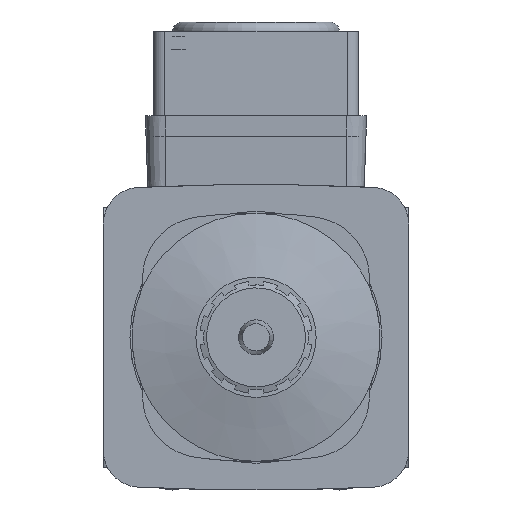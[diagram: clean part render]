
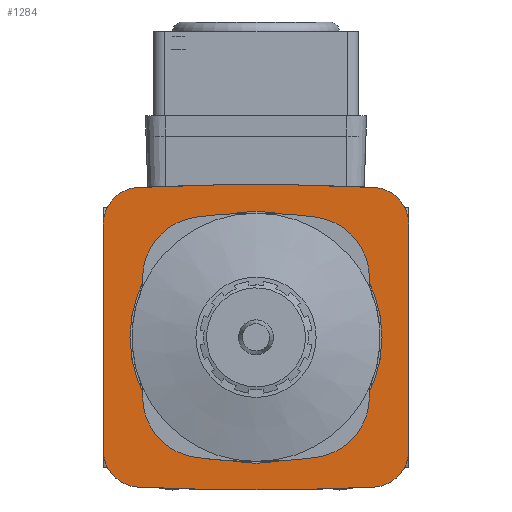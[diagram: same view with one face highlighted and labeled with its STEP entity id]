
A CAD part, front view. The second image highlights one B-rep face of the part: STEP entity #1284.
In plain terms, the highlighted planar face has unit normal (0, -1, 0).
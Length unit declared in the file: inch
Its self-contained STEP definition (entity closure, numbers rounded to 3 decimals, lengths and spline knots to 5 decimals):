
#1284 = ADVANCED_FACE( '', ( #2736, #2737 ), #2738, .F. );
#2736 = FACE_BOUND( '', #4390, .T. );
#2737 = FACE_OUTER_BOUND( '', #4391, .T. );
#2738 = PLANE( '', #4392 );
#4390 = EDGE_LOOP( '', ( #7855 ) );
#4391 = EDGE_LOOP( '', ( #7856, #7857, #7858, #7859, #7860, #7861, #7862, #7863 ) );
#4392 = AXIS2_PLACEMENT_3D( '', #7864, #7865, #7866 );
#7855 = ORIENTED_EDGE( '', *, *, #9707, .F. );
#7856 = ORIENTED_EDGE( '', *, *, #9520, .F. );
#7857 = ORIENTED_EDGE( '', *, *, #8962, .F. );
#7858 = ORIENTED_EDGE( '', *, *, #10063, .F. );
#7859 = ORIENTED_EDGE( '', *, *, #9020, .F. );
#7860 = ORIENTED_EDGE( '', *, *, #9583, .F. );
#7861 = ORIENTED_EDGE( '', *, *, #9163, .F. );
#7862 = ORIENTED_EDGE( '', *, *, #9382, .F. );
#7863 = ORIENTED_EDGE( '', *, *, #10172, .F. );
#7864 = CARTESIAN_POINT( '', ( -0.59843, 0., 0.5842 ) );
#7865 = DIRECTION( '', ( 0., 1., 0. ) );
#7866 = DIRECTION( '', ( 0., 0., 1. ) );
#8962 = EDGE_CURVE( '', #10553, #10555, #10556, .T. );
#9020 = EDGE_CURVE( '', #10657, #10659, #10660, .T. );
#9163 = EDGE_CURVE( '', #10911, #10913, #10914, .T. );
#9382 = EDGE_CURVE( '', #11286, #10911, #11288, .T. );
#9520 = EDGE_CURVE( '', #10555, #11502, #11503, .T. );
#9583 = EDGE_CURVE( '', #10913, #10657, #11602, .T. );
#9707 = EDGE_CURVE( '', #11788, #11788, #11789, .T. );
#10063 = EDGE_CURVE( '', #10659, #10553, #12298, .T. );
#10172 = EDGE_CURVE( '', #11502, #11286, #12447, .T. );
#10553 = VERTEX_POINT( '', #12885 );
#10555 = VERTEX_POINT( '', #12888 );
#10556 = CIRCLE( '', #12889, 0.18898 );
#10657 = VERTEX_POINT( '', #13036 );
#10659 = VERTEX_POINT( '', #13039 );
#10660 = CIRCLE( '', #13040, 0.18898 );
#10911 = VERTEX_POINT( '', #13530 );
#10913 = VERTEX_POINT( '', #13533 );
#10914 = CIRCLE( '', #13534, 0.18898 );
#11286 = VERTEX_POINT( '', #14039 );
#11288 = CIRCLE( '', #14042, 12.7874 );
#11502 = VERTEX_POINT( '', #14371 );
#11503 = LINE( '', #14372, #14373 );
#11602 = LINE( '', #14504, #14505 );
#11788 = VERTEX_POINT( '', #14790 );
#11789 = CIRCLE( '', #14791, 0.64996 );
#12298 = CIRCLE( '', #15541, 12.7874 );
#12447 = CIRCLE( '', #15767, 0.18898 );
#12885 = CARTESIAN_POINT( '', ( -0.6074, 0., -0.77297 ) );
#12888 = CARTESIAN_POINT( '', ( -0.7874, 0., -0.5842 ) );
#12889 = AXIS2_PLACEMENT_3D( '', #16235, #16236, #16237 );
#13036 = CARTESIAN_POINT( '', ( 0.7874, 0., -0.5842 ) );
#13039 = CARTESIAN_POINT( '', ( 0.6074, 0., -0.77297 ) );
#13040 = AXIS2_PLACEMENT_3D( '', #16325, #16326, #16327 );
#13530 = CARTESIAN_POINT( '', ( 0.6074, 0., 0.77297 ) );
#13533 = CARTESIAN_POINT( '', ( 0.7874, 0., 0.5842 ) );
#13534 = AXIS2_PLACEMENT_3D( '', #16504, #16505, #16506 );
#14039 = CARTESIAN_POINT( '', ( -0.6074, 0., 0.77297 ) );
#14042 = AXIS2_PLACEMENT_3D( '', #16826, #16827, #16828 );
#14371 = CARTESIAN_POINT( '', ( -0.7874, 0., 0.5842 ) );
#14372 = CARTESIAN_POINT( '', ( -0.7874, 0., -0.5842 ) );
#14373 = VECTOR( '', #16985, 39.37008 );
#14504 = CARTESIAN_POINT( '', ( 0.7874, 0., 0.5842 ) );
#14505 = VECTOR( '', #17066, 39.37008 );
#14790 = CARTESIAN_POINT( '', ( 0., 0., -0.64996 ) );
#14791 = AXIS2_PLACEMENT_3D( '', #17208, #17209, #17210 );
#15541 = AXIS2_PLACEMENT_3D( '', #17618, #17619, #17620 );
#15767 = AXIS2_PLACEMENT_3D( '', #17746, #17747, #17748 );
#16235 = CARTESIAN_POINT( '', ( -0.59843, 0., -0.5842 ) );
#16236 = DIRECTION( '', ( 0., 1., 0. ) );
#16237 = DIRECTION( '', ( 1., 0., 0. ) );
#16325 = CARTESIAN_POINT( '', ( 0.59843, 0., -0.5842 ) );
#16326 = DIRECTION( '', ( 0., 1., 0. ) );
#16327 = DIRECTION( '', ( 1., 0., 0. ) );
#16504 = CARTESIAN_POINT( '', ( 0.59843, 0., 0.5842 ) );
#16505 = DIRECTION( '', ( 0., 1., 0. ) );
#16506 = DIRECTION( '', ( 1., 0., 0. ) );
#16826 = CARTESIAN_POINT( '', ( 0., 0., -12. ) );
#16827 = DIRECTION( '', ( 0., 1., 0. ) );
#16828 = DIRECTION( '', ( 1., 0., 0. ) );
#16985 = DIRECTION( '', ( 0., 0., 1. ) );
#17066 = DIRECTION( '', ( 0., 0., -1. ) );
#17208 = CARTESIAN_POINT( '', ( 0., 0., 0. ) );
#17209 = DIRECTION( '', ( 0., -1., 0. ) );
#17210 = DIRECTION( '', ( 0., 0., -1. ) );
#17618 = CARTESIAN_POINT( '', ( 0., 0., 12. ) );
#17619 = DIRECTION( '', ( 0., 1., 0. ) );
#17620 = DIRECTION( '', ( 1., 0., 0. ) );
#17746 = CARTESIAN_POINT( '', ( -0.59843, 0., 0.5842 ) );
#17747 = DIRECTION( '', ( 0., 1., 0. ) );
#17748 = DIRECTION( '', ( 1., 0., 0. ) );
